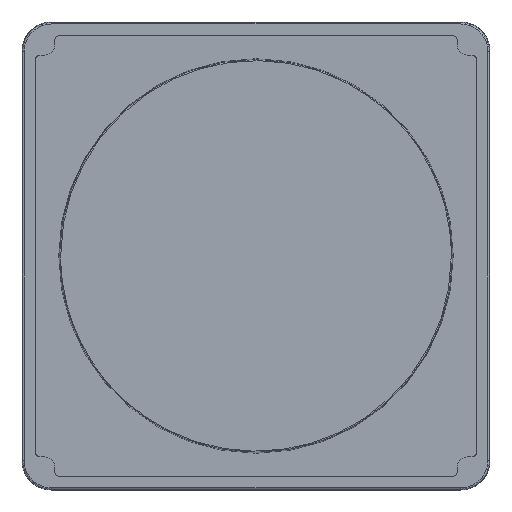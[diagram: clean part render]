
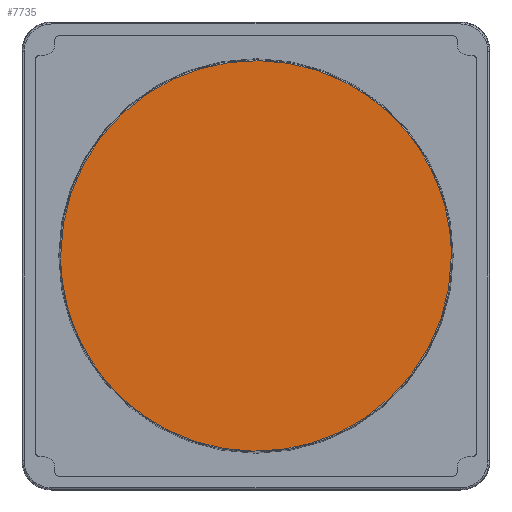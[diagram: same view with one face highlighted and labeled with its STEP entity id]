
A CAD part, top view. The second image highlights one B-rep face of the part: STEP entity #7735.
In plain terms, the highlighted planar face has unit normal (0, 0, 1).
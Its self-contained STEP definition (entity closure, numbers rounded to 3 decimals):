
#154 = CARTESIAN_POINT ( 'NONE',  ( 137.63, 0., 37.801 ) ) ;
#398 = VERTEX_POINT ( 'NONE', #5288 ) ;
#513 = CARTESIAN_POINT ( 'NONE',  ( -137.63, 0., 37.801 ) ) ;
#1100 = ORIENTED_EDGE ( 'NONE', *, *, #10779, .F. ) ;
#1459 = CARTESIAN_POINT ( 'NONE',  ( 137.63, 275.261, 37.801 ) ) ;
#1536 = CARTESIAN_POINT ( 'NONE',  ( -137.63, 275.261, 37.801 ) ) ;
#2583 = EDGE_CURVE ( 'NONE', #8943, #398, #7862, .T. ) ;
#2951 = CARTESIAN_POINT ( 'NONE',  ( 137.63, -275.261, 37.801 ) ) ;
#3440 = PLANE ( 'NONE',  #10469 ) ;
#3651 = EDGE_LOOP ( 'NONE', ( #15259, #1100 ) ) ;
#3832 = CARTESIAN_POINT ( 'NONE',  ( -137.63, 0., 37.801 ) ) ;
#5288 = CARTESIAN_POINT ( 'NONE',  ( -137.63, 0., 37.801 ) ) ;
#7735 = ADVANCED_FACE ( 'NONE', ( #14709 ), #3440, .F. ) ;
#7819 = CARTESIAN_POINT ( 'NONE',  ( -137.63, -275.261, 37.801 ) ) ;
#7862 =( BOUNDED_CURVE ( )  B_SPLINE_CURVE ( 3, ( #154, #2951, #7819, #3832 ),
 .UNSPECIFIED., .F., .F. ) 
 B_SPLINE_CURVE_WITH_KNOTS ( ( 4, 4 ),
 ( 0., 1. ),
 .UNSPECIFIED. ) 
 CURVE ( )  GEOMETRIC_REPRESENTATION_ITEM ( )  RATIONAL_B_SPLINE_CURVE ( ( 1., 0.333, 0.333, 1. ) ) 
 REPRESENTATION_ITEM ( '' )  );
#8176 = CARTESIAN_POINT ( 'NONE',  ( 137.63, 0., 37.801 ) ) ;
#8571 =( BOUNDED_CURVE ( )  B_SPLINE_CURVE ( 3, ( #8723, #1536, #1459, #9837 ),
 .UNSPECIFIED., .F., .T. ) 
 B_SPLINE_CURVE_WITH_KNOTS ( ( 4, 4 ),
 ( 0., 1. ),
 .UNSPECIFIED. ) 
 CURVE ( )  GEOMETRIC_REPRESENTATION_ITEM ( )  RATIONAL_B_SPLINE_CURVE ( ( 1., 0.333, 0.333, 1. ) ) 
 REPRESENTATION_ITEM ( '' )  );
#8723 = CARTESIAN_POINT ( 'NONE',  ( -137.63, 0., 37.801 ) ) ;
#8943 = VERTEX_POINT ( 'NONE', #8176 ) ;
#9837 = CARTESIAN_POINT ( 'NONE',  ( 137.63, 0., 37.801 ) ) ;
#10469 = AXIS2_PLACEMENT_3D ( 'NONE', #513, #13598, #11451 ) ;
#10779 = EDGE_CURVE ( 'NONE', #398, #8943, #8571, .T. ) ;
#11451 = DIRECTION ( 'NONE',  ( -1., 0., 0. ) ) ;
#13598 = DIRECTION ( 'NONE',  ( 0., 0., -1. ) ) ;
#14709 = FACE_OUTER_BOUND ( 'NONE', #3651, .T. ) ;
#15259 = ORIENTED_EDGE ( 'NONE', *, *, #2583, .F. ) ;
